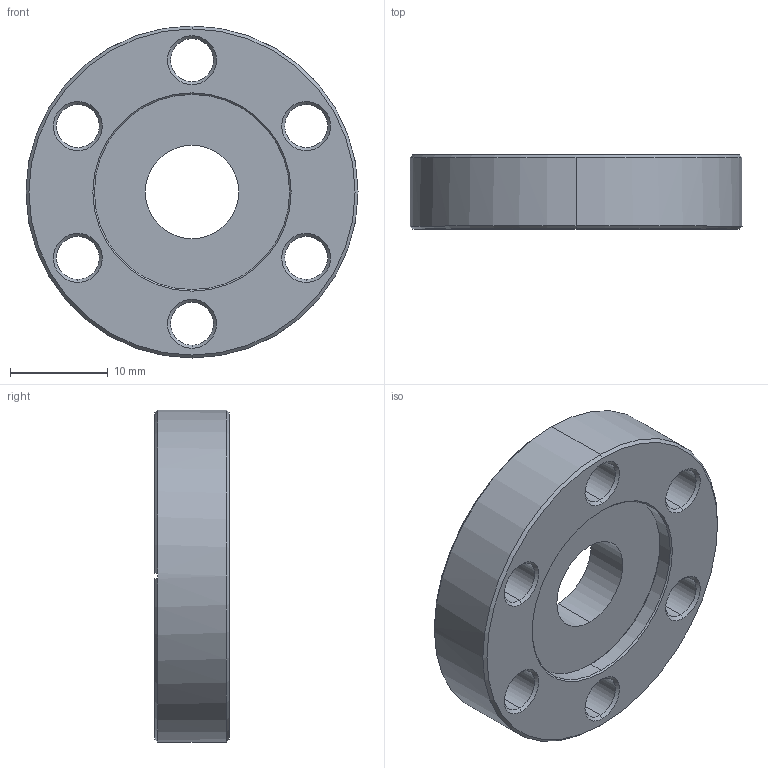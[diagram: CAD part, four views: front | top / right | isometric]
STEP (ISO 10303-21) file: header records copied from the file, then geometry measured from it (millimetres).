
FILE_DESCRIPTION (( 'STEP AP214' ), '1' );
FILE_NAME ('CF16-10-R.STEP', '2017-05-01T07:11:10', ( 'Gebruiker' ), ( '' ), 'SwSTEP 2.0', 'SolidWorks 2017', '' );
FILE_SCHEMA (( 'AUTOMOTIVE_DESIGN' ));
Length unit declared in the file: millimetre
Products named in the file (3): NW16CF-Outerring; NW16CF-Innerring_CF16-10; CF16-10-R
Assembly tree (2 placements, depth 2):
  CF16-10-R
    NW16CF-Innerring_CF16-10
    NW16CF-Outerring
Bounding box: 34 x 7.6 x 34 mm (x, y, z)
Volume: 4880.5 mm3; surface area: 3935.9 mm2
Topology: 2 solids, 2 shells, 74 faces, 170 edges, 100 vertices
Faces by surface type: cone 40, cylinder 22, plane 12
Entity records: 2258 total; most frequent: DIRECTION 412, CARTESIAN_POINT 373, ORIENTED_EDGE 340, AXIS2_PLACEMENT_3D 171, EDGE_CURVE 170, VERTEX_POINT 100, CIRCLE 92, EDGE_LOOP 90
